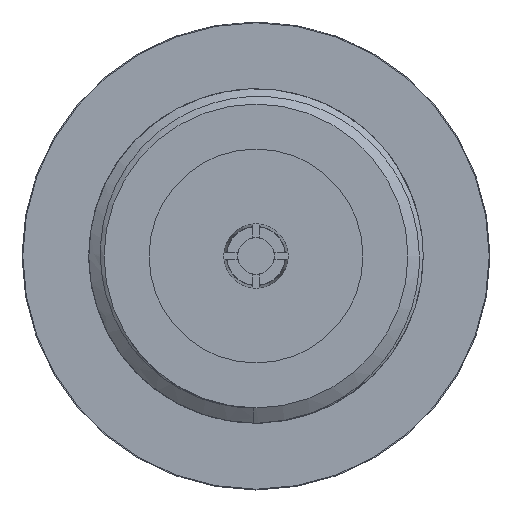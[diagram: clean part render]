
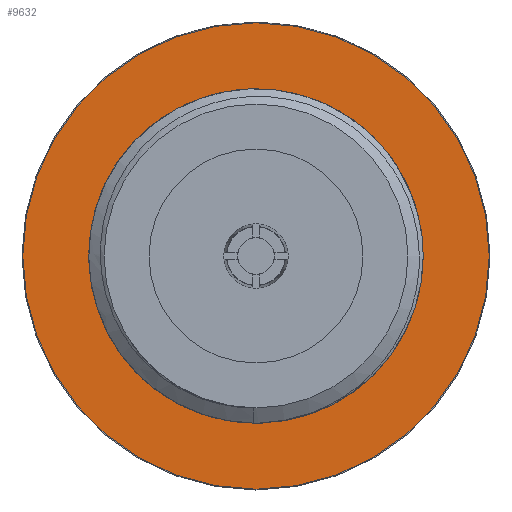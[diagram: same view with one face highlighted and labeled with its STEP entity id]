
A CAD part, left-side view. The second image highlights one B-rep face of the part: STEP entity #9632.
In plain terms, the highlighted planar face has unit normal (-1, 0, 0).
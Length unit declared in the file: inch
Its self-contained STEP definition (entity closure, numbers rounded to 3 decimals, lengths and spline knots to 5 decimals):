
#631=CIRCLE('',#10567,0.436);
#1146=FACE_OUTER_BOUND('',#1696,.T.);
#1696=EDGE_LOOP('',(#7855));
#4054=VERTEX_POINT('',#20777);
#5379=EDGE_CURVE('',#4054,#4054,#631,.T.);
#7855=ORIENTED_EDGE('',*,*,#5379,.T.);
#9181=PLANE('',#10572);
#9632=ADVANCED_FACE('',(#1146),#9181,.T.);
#10567=AXIS2_PLACEMENT_3D('',#20778,#12584,#12585);
#10572=AXIS2_PLACEMENT_3D('',#20785,#12595,#12596);
#12584=DIRECTION('center_axis',(-1.,0.,0.));
#12585=DIRECTION('ref_axis',(0.,0.,1.));
#12595=DIRECTION('center_axis',(-1.,0.,0.));
#12596=DIRECTION('ref_axis',(0.,0.,1.));
#20777=CARTESIAN_POINT('',(132.40114,126.73967,0.00596));
#20778=CARTESIAN_POINT('Origin',(132.40114,127.17567,0.00596));
#20785=CARTESIAN_POINT('Origin',(132.40114,127.17567,0.00596));
